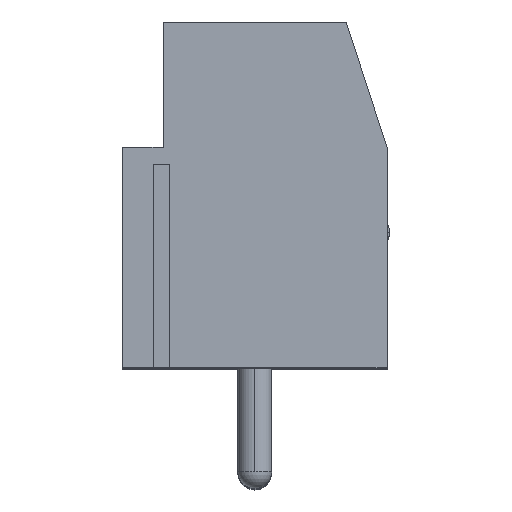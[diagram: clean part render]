
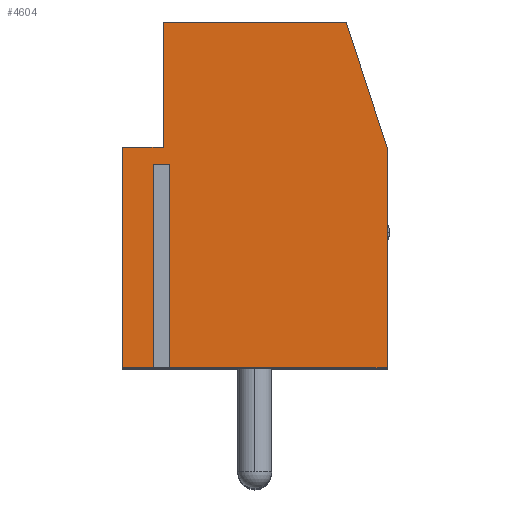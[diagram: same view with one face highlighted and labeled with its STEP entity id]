
A CAD part, top view. The second image highlights one B-rep face of the part: STEP entity #4604.
In plain terms, the highlighted planar face has unit normal (0, 0, 1).
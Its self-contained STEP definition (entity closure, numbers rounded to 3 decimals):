
#9 = ORIENTED_EDGE ( 'NONE', *, *, #1751, .T. ) ;
#93 = EDGE_CURVE ( 'NONE', #2182, #3080, #1337, .T. ) ;
#260 = DIRECTION ( 'NONE',  ( 1., 0., 0. ) ) ;
#289 = PLANE ( 'NONE',  #5548 ) ;
#460 = VECTOR ( 'NONE', #5501, 1000. ) ;
#615 = VECTOR ( 'NONE', #1696, 1000. ) ;
#651 = ORIENTED_EDGE ( 'NONE', *, *, #3602, .T. ) ;
#666 = DIRECTION ( 'NONE',  ( 0., -1., 0. ) ) ;
#712 = VERTEX_POINT ( 'NONE', #5067 ) ;
#728 = CARTESIAN_POINT ( 'NONE',  ( -2.89, 0.9, 0. ) ) ;
#733 = DIRECTION ( 'NONE',  ( 1., 0., 0. ) ) ;
#867 = DIRECTION ( 'NONE',  ( -0.309, 0.951, 0. ) ) ;
#915 = LINE ( 'NONE', #3463, #4075 ) ;
#955 = DIRECTION ( 'NONE',  ( 1., 0., 0. ) ) ;
#1165 = CARTESIAN_POINT ( 'NONE',  ( -2.61, 0.9, 0. ) ) ;
#1337 = LINE ( 'NONE', #4575, #2088 ) ;
#1369 = VECTOR ( 'NONE', #260, 1000. ) ;
#1406 = VERTEX_POINT ( 'NONE', #1165 ) ;
#1416 = EDGE_CURVE ( 'NONE', #3344, #2543, #5564, .T. ) ;
#1438 = ORIENTED_EDGE ( 'NONE', *, *, #93, .T. ) ;
#1493 = LINE ( 'NONE', #5080, #460 ) ;
#1592 = DIRECTION ( 'NONE',  ( 0., 1., 0. ) ) ;
#1695 = CARTESIAN_POINT ( 'NONE',  ( 0., 5.1, 0. ) ) ;
#1696 = DIRECTION ( 'NONE',  ( -1., 0., 0. ) ) ;
#1719 = EDGE_CURVE ( 'NONE', #712, #1976, #2185, .T. ) ;
#1751 = EDGE_CURVE ( 'NONE', #712, #2543, #3226, .T. ) ;
#1780 = LINE ( 'NONE', #4399, #615 ) ;
#1861 = EDGE_CURVE ( 'NONE', #3344, #5729, #1493, .T. ) ;
#1937 = DIRECTION ( 'NONE',  ( 0., 1., 0. ) ) ;
#1976 = VERTEX_POINT ( 'NONE', #3133 ) ;
#2044 = VECTOR ( 'NONE', #666, 1000. ) ;
#2088 = VECTOR ( 'NONE', #2187, 1000. ) ;
#2096 = CARTESIAN_POINT ( 'NONE',  ( 3.94, 1.278, 0. ) ) ;
#2114 = VECTOR ( 'NONE', #955, 1000. ) ;
#2127 = DIRECTION ( 'NONE',  ( -1., 0., 0. ) ) ;
#2182 = VERTEX_POINT ( 'NONE', #2776 ) ;
#2185 = LINE ( 'NONE', #2501, #2044 ) ;
#2187 = DIRECTION ( 'NONE',  ( 0., -1., 0. ) ) ;
#2501 = CARTESIAN_POINT ( 'NONE',  ( 3.9, 0., 0. ) ) ;
#2543 = VERTEX_POINT ( 'NONE', #4273 ) ;
#2615 = LINE ( 'NONE', #3365, #3534 ) ;
#2776 = CARTESIAN_POINT ( 'NONE',  ( -3.9, 1.4, 0. ) ) ;
#2922 = VERTEX_POINT ( 'NONE', #3600 ) ;
#2968 = ORIENTED_EDGE ( 'NONE', *, *, #4725, .T. ) ;
#3080 = VERTEX_POINT ( 'NONE', #4608 ) ;
#3133 = CARTESIAN_POINT ( 'NONE',  ( 3.9, -5.1, 0. ) ) ;
#3226 = LINE ( 'NONE', #2096, #5763 ) ;
#3264 = LINE ( 'NONE', #5678, #4346 ) ;
#3344 = VERTEX_POINT ( 'NONE', #3916 ) ;
#3365 = CARTESIAN_POINT ( 'NONE',  ( -2.61, -9.1, 0. ) ) ;
#3388 = DIRECTION ( 'NONE',  ( 0., 0., 1. ) ) ;
#3412 = ORIENTED_EDGE ( 'NONE', *, *, #1861, .T. ) ;
#3463 = CARTESIAN_POINT ( 'NONE',  ( -3., 0.9, 0. ) ) ;
#3534 = VECTOR ( 'NONE', #1592, 1000. ) ;
#3600 = CARTESIAN_POINT ( 'NONE',  ( -2.89, -5.1, 0. ) ) ;
#3602 = EDGE_CURVE ( 'NONE', #2922, #5147, #4894, .T. ) ;
#3616 = ORIENTED_EDGE ( 'NONE', *, *, #3797, .F. ) ;
#3690 = ORIENTED_EDGE ( 'NONE', *, *, #1719, .F. ) ;
#3709 = CARTESIAN_POINT ( 'NONE',  ( -2.89, -9.1, 0. ) ) ;
#3735 = EDGE_CURVE ( 'NONE', #3080, #2922, #3264, .T. ) ;
#3797 = EDGE_CURVE ( 'NONE', #1406, #5147, #915, .T. ) ;
#3859 = VECTOR ( 'NONE', #1937, 1000. ) ;
#3908 = DIRECTION ( 'NONE',  ( 1., 0., 0. ) ) ;
#3916 = CARTESIAN_POINT ( 'NONE',  ( -2.7, 5.1, 0. ) ) ;
#4075 = VECTOR ( 'NONE', #2127, 1000. ) ;
#4245 = VERTEX_POINT ( 'NONE', #5323 ) ;
#4273 = CARTESIAN_POINT ( 'NONE',  ( 2.7, 5.1, 0. ) ) ;
#4346 = VECTOR ( 'NONE', #3908, 1000. ) ;
#4399 = CARTESIAN_POINT ( 'NONE',  ( 0., 1.4, 0. ) ) ;
#4575 = CARTESIAN_POINT ( 'NONE',  ( -3.9, 0., 0. ) ) ;
#4590 = EDGE_CURVE ( 'NONE', #4245, #1406, #2615, .T. ) ;
#4604 = ADVANCED_FACE ( 'NONE', ( #4746 ), #289, .T. ) ;
#4608 = CARTESIAN_POINT ( 'NONE',  ( -3.9, -5.1, 0. ) ) ;
#4725 = EDGE_CURVE ( 'NONE', #5729, #2182, #1780, .T. ) ;
#4746 = FACE_OUTER_BOUND ( 'NONE', #5459, .T. ) ;
#4793 = ORIENTED_EDGE ( 'NONE', *, *, #4590, .F. ) ;
#4894 = LINE ( 'NONE', #3709, #3859 ) ;
#4933 = LINE ( 'NONE', #5122, #1369 ) ;
#5009 = CARTESIAN_POINT ( 'NONE',  ( -2.7, 1.4, 0. ) ) ;
#5067 = CARTESIAN_POINT ( 'NONE',  ( 3.9, 1.4, 0. ) ) ;
#5080 = CARTESIAN_POINT ( 'NONE',  ( -2.7, 0., 0. ) ) ;
#5122 = CARTESIAN_POINT ( 'NONE',  ( 0., -5.1, 0. ) ) ;
#5147 = VERTEX_POINT ( 'NONE', #728 ) ;
#5323 = CARTESIAN_POINT ( 'NONE',  ( -2.61, -5.1, 0. ) ) ;
#5399 = EDGE_CURVE ( 'NONE', #4245, #1976, #4933, .T. ) ;
#5436 = ORIENTED_EDGE ( 'NONE', *, *, #5399, .T. ) ;
#5459 = EDGE_LOOP ( 'NONE', ( #5635, #651, #3616, #4793, #5436, #3690, #9, #5651, #3412, #2968, #1438 ) ) ;
#5501 = DIRECTION ( 'NONE',  ( 0., -1., 0. ) ) ;
#5548 = AXIS2_PLACEMENT_3D ( 'NONE', #5610, #3388, #733 ) ;
#5564 = LINE ( 'NONE', #1695, #2114 ) ;
#5610 = CARTESIAN_POINT ( 'NONE',  ( 0., 0., 0. ) ) ;
#5635 = ORIENTED_EDGE ( 'NONE', *, *, #3735, .T. ) ;
#5651 = ORIENTED_EDGE ( 'NONE', *, *, #1416, .F. ) ;
#5678 = CARTESIAN_POINT ( 'NONE',  ( 0., -5.1, 0. ) ) ;
#5729 = VERTEX_POINT ( 'NONE', #5009 ) ;
#5763 = VECTOR ( 'NONE', #867, 1000. ) ;
